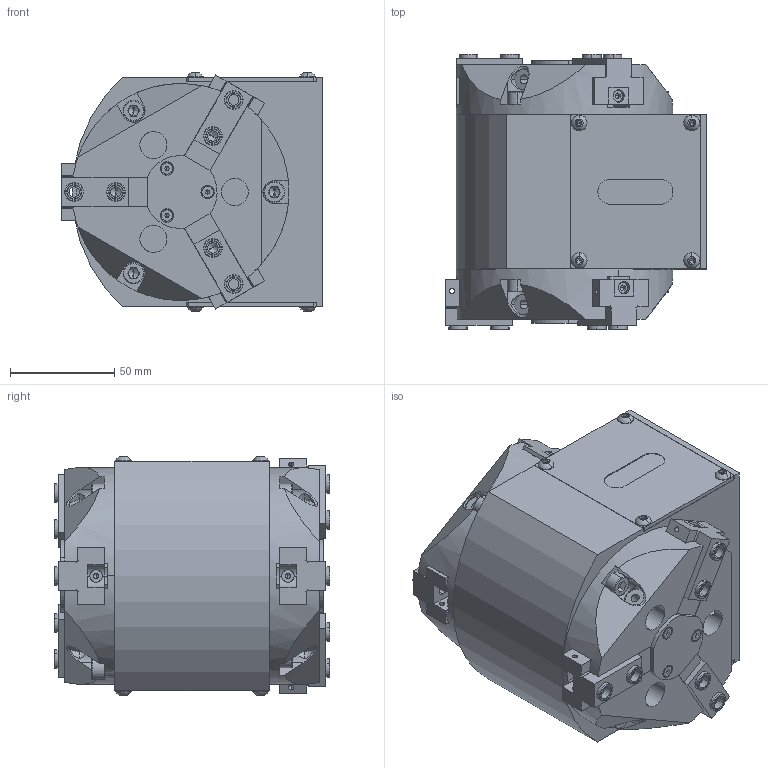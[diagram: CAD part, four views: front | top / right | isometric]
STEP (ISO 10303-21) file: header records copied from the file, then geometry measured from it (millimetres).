
FILE_DESCRIPTION (( 'STEP AP214' ), '1' );
FILE_NAME ('D3PG 100.STEP', '2012-03-06T05:53:12', ( 'xw4600' ), ( '' ), 'SwSTEP 2.0', 'SolidWorks 2010', '' );
FILE_SCHEMA (( 'AUTOMOTIVE_DESIGN' ));
Length unit declared in the file: millimetre
Products named in the file (14): D3PG100-11_Default; D3PG100-01_ル遽; D3PG100-04_ル遽; D3PG100-07_ル遽; D3PG100-10_ル遽; countersunk head screw_ISO 10642 - M3 x 8 --- 8N; socket button head screw_ISO 7380 - M4 x 8 --- 8N; socket head cap screw_ISO 4762 M6 x 16 --- 16N; SPRING(D3PG100)_Default; socket head cap screw_ISO 4762 M3 x 25 --- 25N; D3PG100-06-1_ル遽; D3PG100-06-2_ル遽; D3PG 100; D3PG100-02_Default
Assembly tree (57 placements, depth 2):
  D3PG 100
    socket button head screw_ISO 7380 - M4 x 8 --- 8N  x8
    D3PG100-10_ル遽  x12
    socket head cap screw_ISO 4762 M6 x 16 --- 16N  x6
    D3PG100-04_ル遽  x6
    countersunk head screw_ISO 10642 - M3 x 8 --- 8N  x6
    SPRING(D3PG100)_Default  x4
    D3PG100-01_ル遽  x2
    D3PG100-06-2_ル遽  x2
    D3PG100-11_Default  x2
    D3PG100-02_Default
    D3PG100-07_ル遽  x2
    D3PG100-06-1_ル遽  x2
    socket head cap screw_ISO 4762 M3 x 25 --- 25N  x4
Bounding box: 125 x 132 x 114.4 mm (x, y, z)
Volume: 842172 mm3; surface area: 246431 mm2
Topology: 57 solids, 57 shells, 1886 faces, 4520 edges, 2741 vertices
Faces by surface type: plane 842, cylinder 636, cone 316, torus 68, sphere 16, bspline 8
Entity records: 24416 total; most frequent: CARTESIAN_POINT 6920, DIRECTION 3524, ORIENTED_EDGE 3134, EDGE_CURVE 1567, AXIS2_PLACEMENT_3D 1345, VERTEX_POINT 985, LINE 834, VECTOR 834
